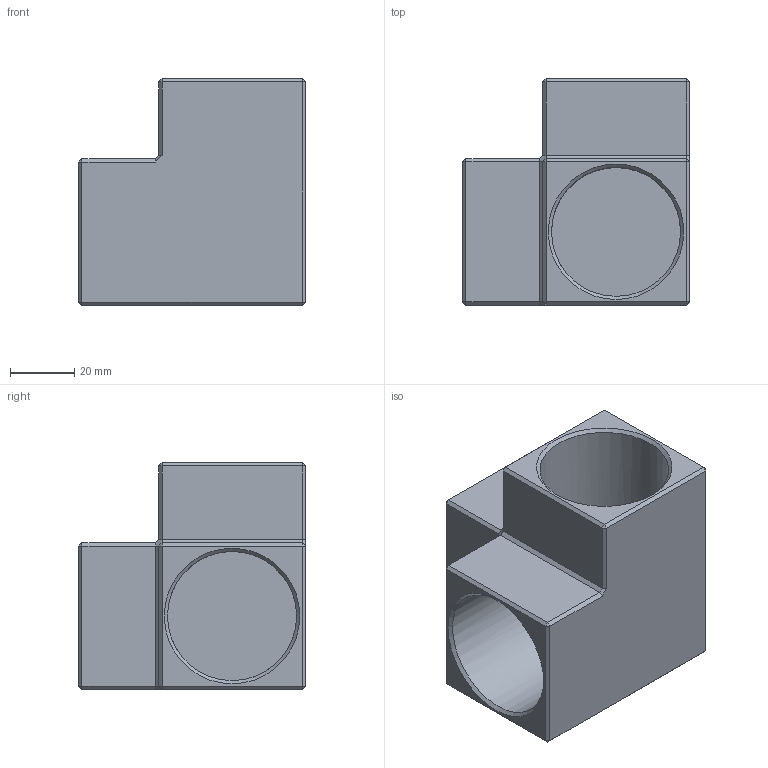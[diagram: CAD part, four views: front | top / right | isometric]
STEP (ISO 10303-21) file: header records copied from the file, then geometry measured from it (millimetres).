
FILE_DESCRIPTION(('FreeCAD Model'),'2;1');
FILE_NAME('pipe_shelf_corner_connector.step','2020-07-11T21:46:51',('Felix Morgner'),(''), 'Open CASCADE STEP processor 7.4','FreeCAD','Unknown');
FILE_SCHEMA(('AUTOMOTIVE_DESIGN { 1 0 10303 214 1 1 1 1 }'));
Length unit declared in the file: millimetre
Products named in the file (2): Shelf_Corner_Connector; Connector
Assembly tree (1 placements, depth 2):
  Shelf_Corner_Connector
    Connector
Bounding box: 70.7 x 70.7 x 70.7 mm (x, y, z)
Volume: 83820.3 mm3; surface area: 37414.2 mm2
Topology: 1 solids, 1 shells, 77 faces, 159 edges, 83 vertices
Faces by surface type: plane 58, cylinder 15, cone 3, bspline 1
Full cylindrical faces by diameter (mm): 40.3 x3
Entity records: 5315 total; most frequent: CARTESIAN_POINT 2011, DIRECTION 620, LINE 366, VECTOR 366, ORIENTED_EDGE 318, PCURVE 318, DEFINITIONAL_REPRESENTATION 318, EDGE_CURVE 159
